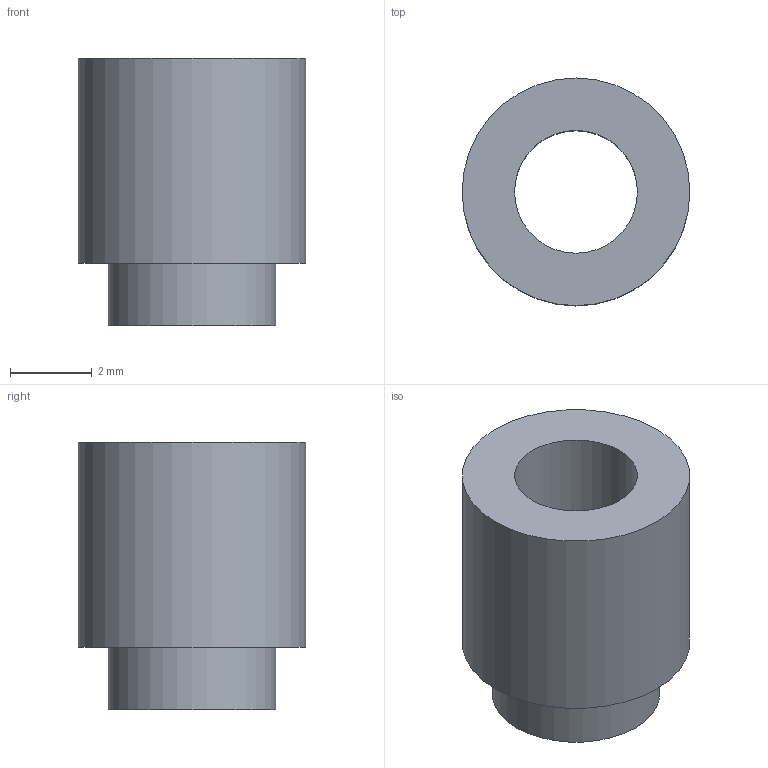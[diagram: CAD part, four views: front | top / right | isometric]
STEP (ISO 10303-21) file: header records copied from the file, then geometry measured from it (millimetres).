
FILE_DESCRIPTION(('FreeCAD Model'),'2;1');
FILE_NAME('Open CASCADE Shape Model','2025-03-26T10:35:10',(''),(''), 'Open CASCADE STEP processor 7.8','FreeCAD','Unknown');
FILE_SCHEMA(('CONFIG_CONTROL_DESIGN','SHAPE_APPEARANCE_LAYER_MIM'));
Length unit declared in the file: millimetre
Products named in the file (1): Cut009
Bounding box: 5.56 x 5.56 x 6.53 mm (x, y, z)
Volume: 95.3 mm3; surface area: 203 mm2
Topology: 1 solids, 1 shells, 6 faces, 9 edges, 6 vertices
Faces by surface type: cylinder 3, plane 3
Full cylindrical faces by diameter (mm): 3 x1, 4.09 x1, 5.56 x1
Entity records: 195 total; most frequent: DIRECTION 29, CARTESIAN_POINT 22, ORIENTED_EDGE 18, AXIS2_PLACEMENT_3D 13, FACE_BOUND 9, EDGE_LOOP 9, EDGE_CURVE 9, ADVANCED_FACE 6
